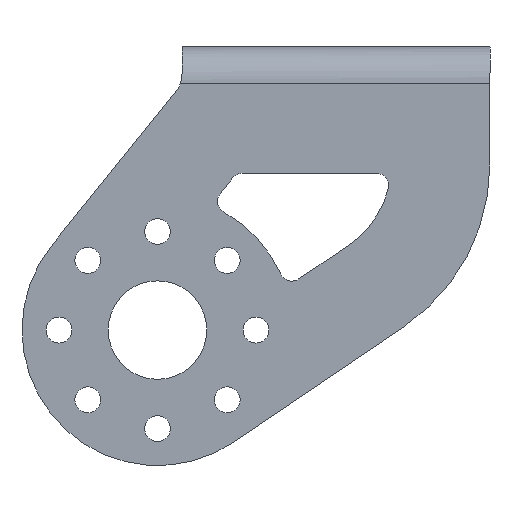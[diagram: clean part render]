
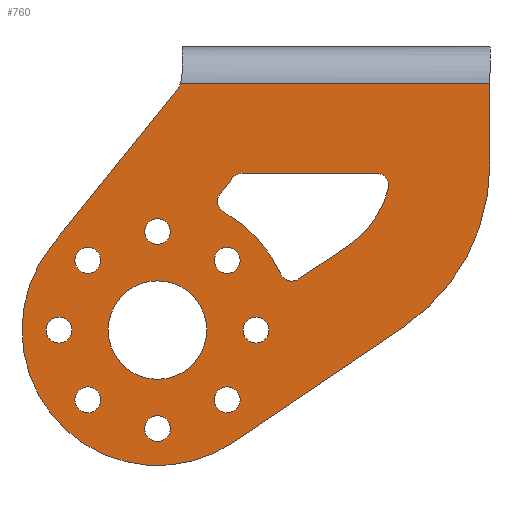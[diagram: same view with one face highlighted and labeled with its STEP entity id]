
A CAD part, front view. The second image highlights one B-rep face of the part: STEP entity #760.
In plain terms, the highlighted planar face has unit normal (0, -1, 0).
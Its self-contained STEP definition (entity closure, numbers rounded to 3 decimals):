
#760=ADVANCED_FACE('',(#1498,#1500,#1502,#1504,#1506,#1508,#1510,#1512,#1514,#1516,
#1518),#1520,.T.);
#1498=FACE_BOUND('',#1499,.T.);
#1499=EDGE_LOOP('',(#1913,#1914,#1915,#1916,#1917,#1918,#1919));
#1500=FACE_BOUND('',#1501,.T.);
#1501=EDGE_LOOP('',(#1920,#1921,#1922,#1923,#1924,#1925,#1926,#1927,#1928));
#1502=FACE_BOUND('',#1503,.T.);
#1503=EDGE_LOOP('',(#1929));
#1504=FACE_BOUND('',#1505,.T.);
#1505=EDGE_LOOP('',(#1930));
#1506=FACE_BOUND('',#1507,.T.);
#1507=EDGE_LOOP('',(#1931));
#1508=FACE_BOUND('',#1509,.T.);
#1509=EDGE_LOOP('',(#1932));
#1510=FACE_BOUND('',#1511,.T.);
#1511=EDGE_LOOP('',(#1933));
#1512=FACE_BOUND('',#1513,.T.);
#1513=EDGE_LOOP('',(#1934));
#1514=FACE_BOUND('',#1515,.T.);
#1515=EDGE_LOOP('',(#1935));
#1516=FACE_BOUND('',#1517,.T.);
#1517=EDGE_LOOP('',(#1936));
#1518=FACE_BOUND('',#1519,.T.);
#1519=EDGE_LOOP('',(#1937));
#1520=PLANE('',#1521);
#1521=AXIS2_PLACEMENT_3D('',#1522,#1523,#1524);
#1522=CARTESIAN_POINT('',(0.,-22.5,19.799));
#1523=DIRECTION('',(0.,-1.,0.));
#1524=DIRECTION('',(1.,0.,0.));
#1913=ORIENTED_EDGE('',*,*,#2065,.T.);
#1914=ORIENTED_EDGE('',*,*,#2112,.T.);
#1915=ORIENTED_EDGE('',*,*,#2141,.T.);
#1916=ORIENTED_EDGE('',*,*,#2143,.T.);
#1917=ORIENTED_EDGE('',*,*,#2145,.T.);
#1918=ORIENTED_EDGE('',*,*,#2146,.T.);
#1919=ORIENTED_EDGE('',*,*,#2072,.T.);
#1920=ORIENTED_EDGE('',*,*,#2139,.T.);
#1921=ORIENTED_EDGE('',*,*,#2122,.T.);
#1922=ORIENTED_EDGE('',*,*,#2125,.T.);
#1923=ORIENTED_EDGE('',*,*,#2127,.T.);
#1924=ORIENTED_EDGE('',*,*,#2129,.T.);
#1925=ORIENTED_EDGE('',*,*,#2131,.T.);
#1926=ORIENTED_EDGE('',*,*,#2133,.T.);
#1927=ORIENTED_EDGE('',*,*,#2135,.T.);
#1928=ORIENTED_EDGE('',*,*,#2137,.T.);
#1929=ORIENTED_EDGE('',*,*,#2121,.T.);
#1930=ORIENTED_EDGE('',*,*,#2120,.T.);
#1931=ORIENTED_EDGE('',*,*,#2119,.T.);
#1932=ORIENTED_EDGE('',*,*,#2118,.T.);
#1933=ORIENTED_EDGE('',*,*,#2117,.T.);
#1934=ORIENTED_EDGE('',*,*,#2116,.T.);
#1935=ORIENTED_EDGE('',*,*,#2115,.T.);
#1936=ORIENTED_EDGE('',*,*,#2114,.T.);
#1937=ORIENTED_EDGE('',*,*,#2113,.T.);
#2065=EDGE_CURVE('',#2358,#2359,#2360,.T.);
#2072=EDGE_CURVE('',#2369,#2358,#2370,.T.);
#2112=EDGE_CURVE('',#2359,#2431,#2433,.T.);
#2113=EDGE_CURVE('',#2434,#2434,#2435,.F.);
#2114=EDGE_CURVE('',#2436,#2436,#2437,.F.);
#2115=EDGE_CURVE('',#2438,#2438,#2439,.F.);
#2116=EDGE_CURVE('',#2440,#2440,#2441,.F.);
#2117=EDGE_CURVE('',#2442,#2442,#2443,.F.);
#2118=EDGE_CURVE('',#2444,#2444,#2445,.F.);
#2119=EDGE_CURVE('',#2446,#2446,#2447,.F.);
#2120=EDGE_CURVE('',#2448,#2448,#2449,.F.);
#2121=EDGE_CURVE('',#2450,#2450,#2451,.F.);
#2122=EDGE_CURVE('',#2452,#2453,#2454,.F.);
#2125=EDGE_CURVE('',#2453,#2457,#2458,.F.);
#2127=EDGE_CURVE('',#2457,#2460,#2461,.F.);
#2129=EDGE_CURVE('',#2460,#2463,#2464,.F.);
#2131=EDGE_CURVE('',#2463,#2466,#2467,.F.);
#2133=EDGE_CURVE('',#2466,#2469,#2470,.F.);
#2135=EDGE_CURVE('',#2469,#2472,#2473,.F.);
#2137=EDGE_CURVE('',#2472,#2475,#2476,.F.);
#2139=EDGE_CURVE('',#2475,#2452,#2478,.F.);
#2141=EDGE_CURVE('',#2431,#2479,#2481,.T.);
#2143=EDGE_CURVE('',#2479,#2482,#2484,.T.);
#2145=EDGE_CURVE('',#2482,#2485,#2487,.T.);
#2146=EDGE_CURVE('',#2485,#2369,#2488,.T.);
#2358=VERTEX_POINT('',#3005);
#2359=VERTEX_POINT('',#3006);
#2360=LINE('',#3007,#3008);
#2369=VERTEX_POINT('',#3035);
#2370=LINE('',#3036,#3037);
#2431=VERTEX_POINT('',#3193);
#2433=CIRCLE('',#3197,2.);
#2434=VERTEX_POINT('',#3201);
#2435=CIRCLE('',#3202,1.05);
#2436=VERTEX_POINT('',#3206);
#2437=CIRCLE('',#3207,1.05);
#2438=VERTEX_POINT('',#3211);
#2439=CIRCLE('',#3212,1.05);
#2440=VERTEX_POINT('',#3216);
#2441=CIRCLE('',#3217,1.05);
#2442=VERTEX_POINT('',#3221);
#2443=CIRCLE('',#3222,1.05);
#2444=VERTEX_POINT('',#3226);
#2445=CIRCLE('',#3227,1.05);
#2446=VERTEX_POINT('',#3231);
#2447=CIRCLE('',#3232,1.05);
#2448=VERTEX_POINT('',#3236);
#2449=CIRCLE('',#3237,1.05);
#2450=VERTEX_POINT('',#3241);
#2451=CIRCLE('',#3242,4.);
#2452=VERTEX_POINT('',#3246);
#2453=VERTEX_POINT('',#3247);
#2454=CIRCLE('',#3248,1.);
#2457=VERTEX_POINT('',#3258);
#2458=LINE('',#3259,#3260);
#2460=VERTEX_POINT('',#3265);
#2461=CIRCLE('',#3266,1.);
#2463=VERTEX_POINT('',#3273);
#2464=LINE('',#3274,#3275);
#2466=VERTEX_POINT('',#3280);
#2467=CIRCLE('',#3281,1.);
#2469=VERTEX_POINT('',#3288);
#2470=CIRCLE('',#3289,8.);
#2472=VERTEX_POINT('',#3296);
#2473=LINE('',#3297,#3298);
#2475=VERTEX_POINT('',#3303);
#2476=CIRCLE('',#3304,1.);
#2478=CIRCLE('',#3311,11.);
#2479=VERTEX_POINT('',#3315);
#2481=LINE('',#3319,#3320);
#2482=VERTEX_POINT('',#3322);
#2484=CIRCLE('',#3326,11.);
#2485=VERTEX_POINT('',#3330);
#2487=LINE('',#3334,#3335);
#2488=CIRCLE('',#3337,16.);
#3005=CARTESIAN_POINT('',(25.,-22.5,-3.));
#3006=CARTESIAN_POINT('',(-0.129,-22.5,-3.));
#3007=CARTESIAN_POINT('',(25.,-22.5,-3.));
#3008=VECTOR('',#3009,1.);
#3009=DIRECTION('',(-1.,0.,0.));
#3035=CARTESIAN_POINT('',(25.,-22.5,-9.512));
#3036=CARTESIAN_POINT('',(25.,-22.5,-9.512));
#3037=VECTOR('',#3038,1.);
#3038=DIRECTION('',(0.,0.,1.));
#3193=CARTESIAN_POINT('',(-0.443,-22.5,-3.55));
#3197=AXIS2_PLACEMENT_3D('',#3198,#3199,#3200);
#3198=CARTESIAN_POINT('',(-2.,-22.5,-2.294));
#3199=DIRECTION('',(0.,1.,0.));
#3200=DIRECTION('',(0.936,0.,-0.353));
#3201=CARTESIAN_POINT('',(4.399,-22.5,-29.399));
#3202=AXIS2_PLACEMENT_3D('',#3203,#3204,#3205);
#3203=CARTESIAN_POINT('',(3.657,-22.5,-28.657));
#3204=DIRECTION('',(0.,-1.,0.));
#3205=DIRECTION('',(0.707,0.,-0.707));
#3206=CARTESIAN_POINT('',(4.399,-22.5,-18.086));
#3207=AXIS2_PLACEMENT_3D('',#3208,#3209,#3210);
#3208=CARTESIAN_POINT('',(3.657,-22.5,-17.343));
#3209=DIRECTION('',(0.,-1.,0.));
#3210=DIRECTION('',(0.707,0.,-0.707));
#3211=CARTESIAN_POINT('',(7.05,-22.5,-23.));
#3212=AXIS2_PLACEMENT_3D('',#3213,#3214,#3215);
#3213=CARTESIAN_POINT('',(6.,-22.5,-23.));
#3214=DIRECTION('',(0.,-1.,0.));
#3215=DIRECTION('',(1.,0.,0.));
#3216=CARTESIAN_POINT('',(-0.95,-22.5,-15.));
#3217=AXIS2_PLACEMENT_3D('',#3218,#3219,#3220);
#3218=CARTESIAN_POINT('',(-2.,-22.5,-15.));
#3219=DIRECTION('',(0.,-1.,0.));
#3220=DIRECTION('',(1.,0.,0.));
#3221=CARTESIAN_POINT('',(-0.95,-22.5,-31.));
#3222=AXIS2_PLACEMENT_3D('',#3223,#3224,#3225);
#3223=CARTESIAN_POINT('',(-2.,-22.5,-31.));
#3224=DIRECTION('',(0.,-1.,0.));
#3225=DIRECTION('',(1.,0.,0.));
#3226=CARTESIAN_POINT('',(-6.914,-22.5,-18.086));
#3227=AXIS2_PLACEMENT_3D('',#3228,#3229,#3230);
#3228=CARTESIAN_POINT('',(-7.657,-22.5,-17.343));
#3229=DIRECTION('',(0.,-1.,0.));
#3230=DIRECTION('',(0.707,0.,-0.707));
#3231=CARTESIAN_POINT('',(-6.914,-22.5,-29.399));
#3232=AXIS2_PLACEMENT_3D('',#3233,#3234,#3235);
#3233=CARTESIAN_POINT('',(-7.657,-22.5,-28.657));
#3234=DIRECTION('',(0.,-1.,0.));
#3235=DIRECTION('',(0.707,0.,-0.707));
#3236=CARTESIAN_POINT('',(-8.95,-22.5,-23.));
#3237=AXIS2_PLACEMENT_3D('',#3238,#3239,#3240);
#3238=CARTESIAN_POINT('',(-10.,-22.5,-23.));
#3239=DIRECTION('',(0.,-1.,0.));
#3240=DIRECTION('',(1.,0.,0.));
#3241=CARTESIAN_POINT('',(2.,-22.5,-23.));
#3242=AXIS2_PLACEMENT_3D('',#3243,#3244,#3245);
#3243=CARTESIAN_POINT('',(-2.,-22.5,-23.));
#3244=DIRECTION('',(0.,-1.,0.));
#3245=DIRECTION('',(1.,0.,0.));
#3246=CARTESIAN_POINT('',(3.383,-22.5,-13.407));
#3247=CARTESIAN_POINT('',(3.094,-22.5,-11.907));
#3248=AXIS2_PLACEMENT_3D('',#3249,#3250,#3251);
#3249=CARTESIAN_POINT('',(3.872,-22.5,-12.535));
#3250=DIRECTION('',(0.,-1.,0.));
#3251=DIRECTION('',(-0.778,0.,0.628));
#3258=CARTESIAN_POINT('',(4.111,-22.5,-10.645));
#3259=CARTESIAN_POINT('',(4.111,-22.5,-10.645));
#3260=VECTOR('',#3261,1.);
#3261=DIRECTION('',(-0.628,0.,-0.778));
#3265=CARTESIAN_POINT('',(4.89,-22.5,-10.273));
#3266=AXIS2_PLACEMENT_3D('',#3267,#3268,#3269);
#3267=CARTESIAN_POINT('',(4.89,-22.5,-11.273));
#3268=DIRECTION('',(0.,-1.,0.));
#3269=DIRECTION('',(0.,0.,1.));
#3273=CARTESIAN_POINT('',(15.775,-22.5,-10.273));
#3274=CARTESIAN_POINT('',(15.775,-22.5,-10.273));
#3275=VECTOR('',#3276,1.);
#3276=DIRECTION('',(-1.,0.,0.));
#3280=CARTESIAN_POINT('',(16.743,-22.5,-11.525));
#3281=AXIS2_PLACEMENT_3D('',#3282,#3283,#3284);
#3282=CARTESIAN_POINT('',(15.775,-22.5,-11.273));
#3283=DIRECTION('',(0.,-1.,0.));
#3284=DIRECTION('',(0.968,0.,-0.252));
#3288=CARTESIAN_POINT('',(13.486,-22.5,-16.136));
#3289=AXIS2_PLACEMENT_3D('',#3290,#3291,#3292);
#3290=CARTESIAN_POINT('',(9.,-22.5,-9.512));
#3291=DIRECTION('',(0.,-1.,0.));
#3292=DIRECTION('',(0.561,0.,-0.828));
#3296=CARTESIAN_POINT('',(9.479,-22.5,-18.849));
#3297=CARTESIAN_POINT('',(9.479,-22.5,-18.849));
#3298=VECTOR('',#3299,1.);
#3299=DIRECTION('',(0.828,0.,0.561));
#3303=CARTESIAN_POINT('',(8.009,-22.5,-18.436));
#3304=AXIS2_PLACEMENT_3D('',#3305,#3306,#3307);
#3305=CARTESIAN_POINT('',(8.918,-22.5,-18.021));
#3306=DIRECTION('',(0.,-1.,0.));
#3307=DIRECTION('',(-0.91,0.,-0.415));
#3311=AXIS2_PLACEMENT_3D('',#3312,#3313,#3314);
#3312=CARTESIAN_POINT('',(-2.,-22.5,-23.));
#3313=DIRECTION('',(0.,1.,0.));
#3314=DIRECTION('',(0.489,0.,0.872));
#3315=CARTESIAN_POINT('',(-10.562,-22.5,-16.094));
#3319=CARTESIAN_POINT('',(-0.443,-22.5,-3.55));
#3320=VECTOR('',#3321,1.);
#3321=DIRECTION('',(-0.628,0.,-0.778));
#3322=CARTESIAN_POINT('',(4.168,-22.5,-32.108));
#3326=AXIS2_PLACEMENT_3D('',#3327,#3328,#3329);
#3327=CARTESIAN_POINT('',(-2.,-22.5,-23.));
#3328=DIRECTION('',(0.,-1.,0.));
#3329=DIRECTION('',(-0.778,0.,0.628));
#3330=CARTESIAN_POINT('',(17.972,-22.5,-22.76));
#3334=CARTESIAN_POINT('',(4.168,-22.5,-32.108));
#3335=VECTOR('',#3336,1.);
#3336=DIRECTION('',(0.828,0.,0.561));
#3337=AXIS2_PLACEMENT_3D('',#3338,#3339,#3340);
#3338=CARTESIAN_POINT('',(9.,-22.5,-9.512));
#3339=DIRECTION('',(0.,-1.,0.));
#3340=DIRECTION('',(0.561,0.,-0.828));
